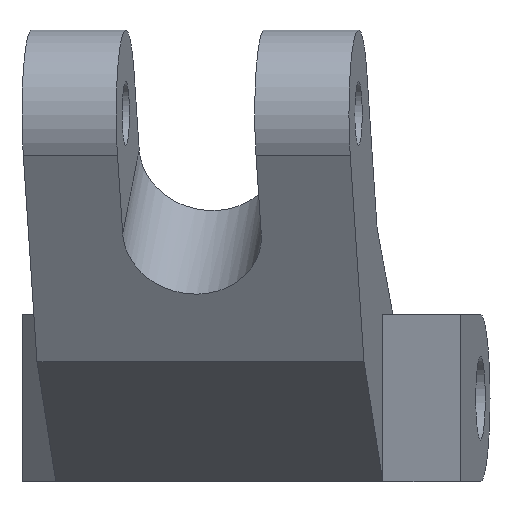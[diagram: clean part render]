
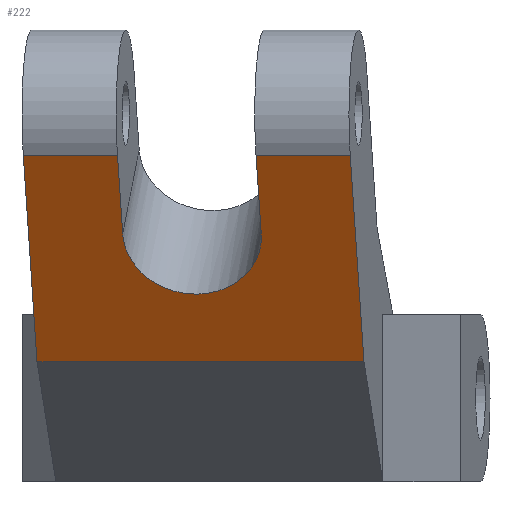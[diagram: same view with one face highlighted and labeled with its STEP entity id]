
A CAD part, front view. The second image highlights one B-rep face of the part: STEP entity #222.
In plain terms, the highlighted planar face has unit normal (-0.098, -0.858, -0.503).
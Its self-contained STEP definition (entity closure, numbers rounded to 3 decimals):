
#5 = LINE ( 'NONE', #944, #479 ) ;
#17 = VECTOR ( 'NONE', #60, 1000. ) ;
#24 = ORIENTED_EDGE ( 'NONE', *, *, #540, .T. ) ;
#34 = VECTOR ( 'NONE', #291, 1000. ) ;
#41 = CARTESIAN_POINT ( 'NONE',  ( -170.88, 24.903, 8.893 ) ) ;
#48 = EDGE_CURVE ( 'NONE', #483, #1046, #317, .T. ) ;
#49 = DIRECTION ( 'NONE',  ( 0.057, 0.5, -0.864 ) ) ;
#53 = CARTESIAN_POINT ( 'NONE',  ( -167.198, 27.172, 4.305 ) ) ;
#59 = DIRECTION ( 'NONE',  ( -0.993, 0.114, 0. ) ) ;
#60 = DIRECTION ( 'NONE',  ( -0.057, -0.5, 0.864 ) ) ;
#79 = DIRECTION ( 'NONE',  ( -0.057, -0.5, 0.864 ) ) ;
#99 = CARTESIAN_POINT ( 'NONE',  ( -152.564, 21.158, 11.698 ) ) ;
#113 = ORIENTED_EDGE ( 'NONE', *, *, #376, .T. ) ;
#134 = EDGE_CURVE ( 'NONE', #212, #1052, #338, .T. ) ;
#156 = VERTEX_POINT ( 'NONE', #687 ) ;
#159 = CARTESIAN_POINT ( 'NONE',  ( -161.158, -53.798, 141.159 ) ) ;
#165 = CARTESIAN_POINT ( 'NONE',  ( -170.88, 24.903, 8.893 ) ) ;
#211 = CARTESIAN_POINT ( 'NONE',  ( -175.848, 25.473, 8.893 ) ) ;
#212 = VERTEX_POINT ( 'NONE', #704 ) ;
#216 = CARTESIAN_POINT ( 'NONE',  ( -175.561, 27.974, 4.573 ) ) ;
#222 = ADVANCED_FACE ( 'NONE', ( #248 ), #1048, .F. ) ;
#248 = FACE_OUTER_BOUND ( 'NONE', #512, .T. ) ;
#252 = DIRECTION ( 'NONE',  ( 0.057, 0.5, -0.864 ) ) ;
#254 = ORIENTED_EDGE ( 'NONE', *, *, #48, .T. ) ;
#271 = ORIENTED_EDGE ( 'NONE', *, *, #754, .T. ) ;
#273 = LINE ( 'NONE', #99, #34 ) ;
#291 = DIRECTION ( 'NONE',  ( -0.993, 0.114, 0. ) ) ;
#297 = VECTOR ( 'NONE', #49, 1000. ) ;
#308 = LINE ( 'NONE', #211, #606 ) ;
#317 = LINE ( 'NONE', #1088, #17 ) ;
#328 = EDGE_CURVE ( 'NONE', #522, #610, #273, .T. ) ;
#338 = LINE ( 'NONE', #165, #366 ) ;
#353 = DIRECTION ( 'NONE',  ( 0.993, -0.114, 0. ) ) ;
#366 = VECTOR ( 'NONE', #79, 1000. ) ;
#376 = EDGE_CURVE ( 'NONE', #212, #779, #869, .T. ) ;
#437 = EDGE_CURVE ( 'NONE', #522, #779, #308, .T. ) ;
#479 = VECTOR ( 'NONE', #353, 1000. ) ;
#483 = VERTEX_POINT ( 'NONE', #53 ) ;
#486 = CARTESIAN_POINT ( 'NONE',  ( -152.564, 21.158, 11.698 ) ) ;
#490 = LINE ( 'NONE', #1010, #297 ) ;
#511 = DIRECTION ( 'NONE',  ( 0.098, 0.858, 0.504 ) ) ;
#512 = EDGE_LOOP ( 'NONE', ( #113, #592, #995, #631, #271, #254, #24, #729 ) ) ;
#522 = VERTEX_POINT ( 'NONE', #987 ) ;
#540 = EDGE_CURVE ( 'NONE', #1046, #1052, #845, .T. ) ;
#558 = DIRECTION ( 'NONE',  ( 0.057, 0.5, -0.864 ) ) ;
#568 = CARTESIAN_POINT ( 'NONE',  ( -167.689, 22.892, 11.698 ) ) ;
#573 = CARTESIAN_POINT ( 'NONE',  ( -170.594, 27.404, 4.573 ) ) ;
#587 = AXIS2_PLACEMENT_3D ( 'NONE', #159, #511, #252 ) ;
#592 = ORIENTED_EDGE ( 'NONE', *, *, #437, .F. ) ;
#606 = VECTOR ( 'NONE', #558, 1000. ) ;
#610 = VERTEX_POINT ( 'NONE', #662 ) ;
#631 = ORIENTED_EDGE ( 'NONE', *, *, #1006, .T. ) ;
#662 = CARTESIAN_POINT ( 'NONE',  ( -179.412, 24.236, 11.698 ) ) ;
#687 = CARTESIAN_POINT ( 'NONE',  ( -178.921, 28.516, 4.305 ) ) ;
#704 = CARTESIAN_POINT ( 'NONE',  ( -170.88, 24.903, 8.893 ) ) ;
#729 = ORIENTED_EDGE ( 'NONE', *, *, #134, .F. ) ;
#754 = EDGE_CURVE ( 'NONE', #156, #483, #5, .T. ) ;
#779 = VERTEX_POINT ( 'NONE', #1028 ) ;
#831 = CARTESIAN_POINT ( 'NONE',  ( -175.848, 25.473, 8.893 ) ) ;
#845 = LINE ( 'NONE', #486, #1021 ) ;
#869 =( BOUNDED_CURVE ( )  B_SPLINE_CURVE ( 3, ( #41, #573, #216, #831 ),
 .UNSPECIFIED., .F., .F. ) 
 B_SPLINE_CURVE_WITH_KNOTS ( ( 4, 4 ),
 ( 4.712, 7.854 ),
 .UNSPECIFIED. ) 
 CURVE ( )  GEOMETRIC_REPRESENTATION_ITEM ( )  RATIONAL_B_SPLINE_CURVE ( ( 1., 0.333, 0.333, 1. ) ) 
 REPRESENTATION_ITEM ( '' )  );
#944 = CARTESIAN_POINT ( 'NONE',  ( -152.073, 25.438, 4.305 ) ) ;
#987 = CARTESIAN_POINT ( 'NONE',  ( -176.034, 23.849, 11.698 ) ) ;
#995 = ORIENTED_EDGE ( 'NONE', *, *, #328, .T. ) ;
#1006 = EDGE_CURVE ( 'NONE', #610, #156, #490, .T. ) ;
#1010 = CARTESIAN_POINT ( 'NONE',  ( -188.006, -50.72, 141.159 ) ) ;
#1021 = VECTOR ( 'NONE', #59, 1000. ) ;
#1028 = CARTESIAN_POINT ( 'NONE',  ( -175.848, 25.473, 8.893 ) ) ;
#1046 = VERTEX_POINT ( 'NONE', #568 ) ;
#1048 = PLANE ( 'NONE',  #587 ) ;
#1052 = VERTEX_POINT ( 'NONE', #1078 ) ;
#1078 = CARTESIAN_POINT ( 'NONE',  ( -171.066, 23.279, 11.698 ) ) ;
#1088 = CARTESIAN_POINT ( 'NONE',  ( -176.282, -52.064, 141.159 ) ) ;
